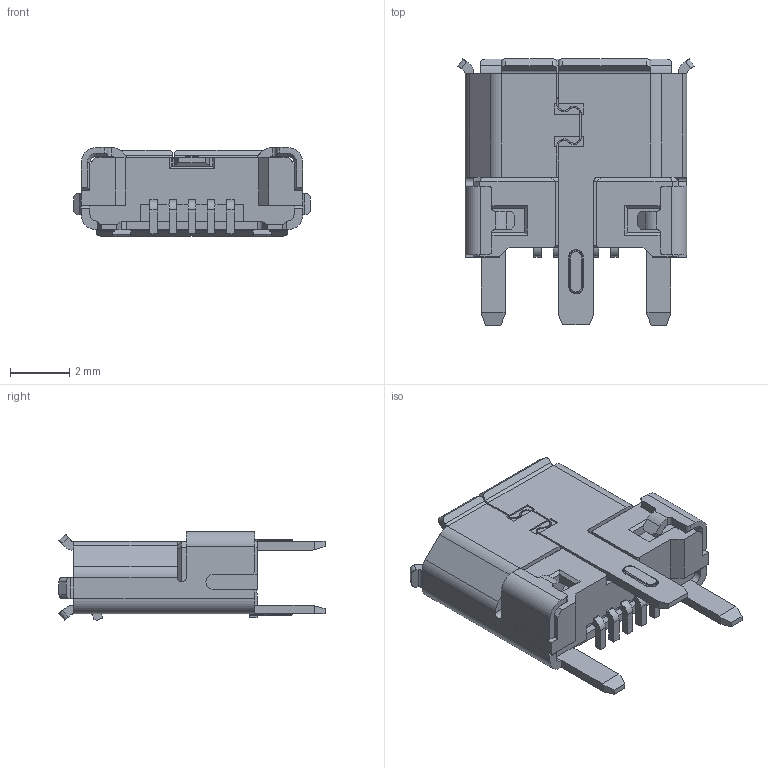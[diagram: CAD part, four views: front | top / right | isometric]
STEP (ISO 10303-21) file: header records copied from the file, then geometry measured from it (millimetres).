
FILE_DESCRIPTION (( 'STEP AP214' ), '1' );
FILE_NAME ('105133-0001.STEP', '2021-07-29T18:18:45', ( '' ), ( '' ), 'SwSTEP 2.0', 'SolidWorks 2017', '' );
FILE_SCHEMA (( 'AUTOMOTIVE_DESIGN' ));
Length unit declared in the file: millimetre
Products named in the file (1): 105133-0001
Bounding box: 8 x 9 x 3.02 mm (x, y, z)
Volume: 68.7 mm3; surface area: 365.1 mm2
Topology: 12 solids, 12 shells, 540 faces, 1429 edges, 912 vertices
Faces by surface type: plane 369, cylinder 141, bspline 16, cone 14
Entity records: 16934 total; most frequent: CARTESIAN_POINT 3316, ORIENTED_EDGE 2850, DIRECTION 2747, EDGE_CURVE 1425, VECTOR 1101, LINE 1101, VERTEX_POINT 912, AXIS2_PLACEMENT_3D 823
